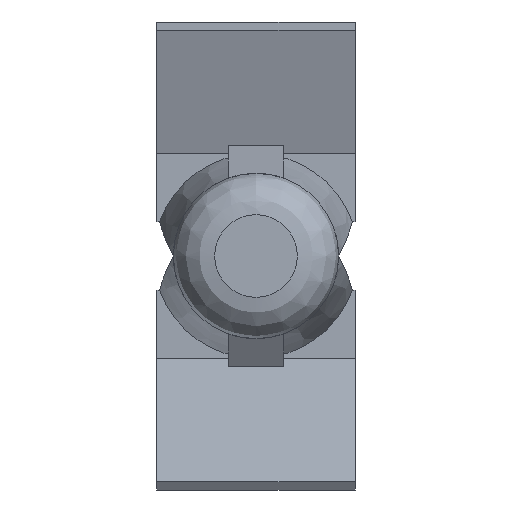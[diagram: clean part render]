
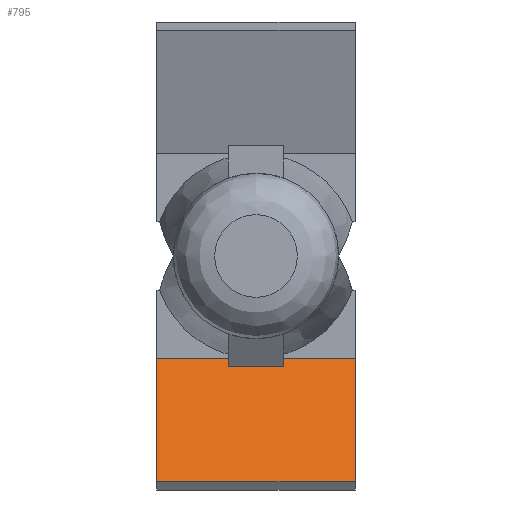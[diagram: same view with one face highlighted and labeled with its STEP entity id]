
A CAD part, front view. The second image highlights one B-rep face of the part: STEP entity #795.
In plain terms, the highlighted planar face has unit normal (0, -0.953, 0.304).
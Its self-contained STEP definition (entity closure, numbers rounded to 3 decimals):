
#99=FACE_OUTER_BOUND('',#149,.T.);
#149=EDGE_LOOP('',(#655,#656,#657,#658,#659));
#210=LINE('',#1380,#277);
#213=LINE('',#1385,#280);
#214=LINE('',#1387,#281);
#216=LINE('',#1391,#283);
#217=LINE('',#1393,#284);
#277=VECTOR('',#1054,2.353);
#280=VECTOR('',#1059,1.8);
#281=VECTOR('',#1062,1.8);
#283=VECTOR('',#1066,2.353);
#284=VECTOR('',#1069,3.6);
#354=VERTEX_POINT('',#1367);
#357=VERTEX_POINT('',#1377);
#358=VERTEX_POINT('',#1379);
#359=VERTEX_POINT('',#1383);
#360=VERTEX_POINT('',#1389);
#455=EDGE_CURVE('',#357,#358,#210,.T.);
#458=EDGE_CURVE('',#359,#354,#213,.T.);
#459=EDGE_CURVE('',#354,#357,#214,.T.);
#461=EDGE_CURVE('',#360,#359,#216,.T.);
#462=EDGE_CURVE('',#360,#358,#217,.T.);
#655=ORIENTED_EDGE('',*,*,#462,.T.);
#656=ORIENTED_EDGE('',*,*,#455,.F.);
#657=ORIENTED_EDGE('',*,*,#459,.F.);
#658=ORIENTED_EDGE('',*,*,#458,.F.);
#659=ORIENTED_EDGE('',*,*,#461,.F.);
#704=PLANE('',#867);
#795=ADVANCED_FACE('',(#99),#704,.T.);
#867=AXIS2_PLACEMENT_3D('',#1394,#1070,#1071);
#1054=DIRECTION('',(0.,-0.304,-0.953));
#1059=DIRECTION('',(1.,0.,0.));
#1062=DIRECTION('',(1.,0.,0.));
#1066=DIRECTION('',(0.,0.304,0.953));
#1069=DIRECTION('',(1.,0.,0.));
#1070=DIRECTION('center_axis',(0.,-0.953,0.304));
#1071=DIRECTION('ref_axis',(0.,-0.304,-0.953));
#1367=CARTESIAN_POINT('',(0.,20.14,-1.857));
#1377=CARTESIAN_POINT('',(1.8,20.14,-1.857));
#1379=CARTESIAN_POINT('',(1.8,19.425,-4.098));
#1380=CARTESIAN_POINT('',(1.8,20.14,-1.857));
#1383=CARTESIAN_POINT('',(-1.8,20.14,-1.857));
#1385=CARTESIAN_POINT('',(0.,20.14,-1.857));
#1387=CARTESIAN_POINT('',(0.,20.14,-1.857));
#1389=CARTESIAN_POINT('',(-1.8,19.425,-4.098));
#1391=CARTESIAN_POINT('',(-1.8,20.14,-1.857));
#1393=CARTESIAN_POINT('',(0.,19.425,-4.098));
#1394=CARTESIAN_POINT('Origin',(0.,20.14,-1.857));
